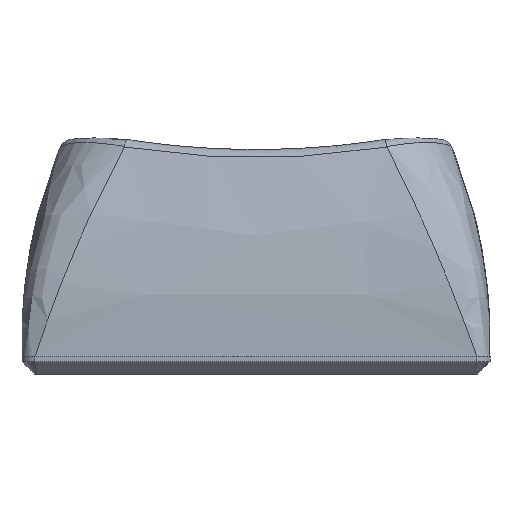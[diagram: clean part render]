
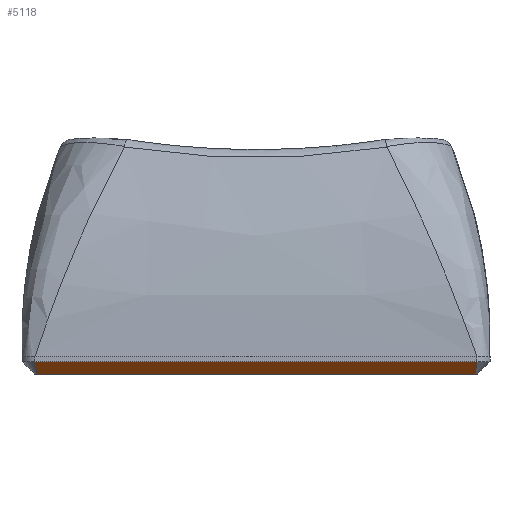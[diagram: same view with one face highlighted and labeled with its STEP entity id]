
A CAD part, front view. The second image highlights one B-rep face of the part: STEP entity #5118.
In plain terms, the highlighted planar face has unit normal (0, -0.707, -0.707).
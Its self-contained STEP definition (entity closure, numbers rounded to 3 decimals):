
#720 = PLANE('',#721);
#721 = AXIS2_PLACEMENT_3D('',#722,#723,#724);
#722 = CARTESIAN_POINT('',(-8.5,-9.,0.672));
#723 = DIRECTION('',(0.,-1.,0.));
#724 = DIRECTION('',(1.,0.,0.));
#1973 = VERTEX_POINT('',#1974);
#1974 = CARTESIAN_POINT('',(-8.5,-9.,0.48));
#2000 = EDGE_CURVE('',#1973,#2001,#2003,.T.);
#2001 = VERTEX_POINT('',#2002);
#2002 = CARTESIAN_POINT('',(8.5,-9.,0.48));
#2003 = SURFACE_CURVE('',#2004,(#2008,#2015),.PCURVE_S1.);
#2004 = LINE('',#2005,#2006);
#2005 = CARTESIAN_POINT('',(-8.5,-9.,0.48));
#2006 = VECTOR('',#2007,1.);
#2007 = DIRECTION('',(1.,0.,0.));
#2008 = PCURVE('',#720,#2009);
#2009 = DEFINITIONAL_REPRESENTATION('',(#2010),#2014);
#2010 = LINE('',#2011,#2012);
#2011 = CARTESIAN_POINT('',(0.,-0.192));
#2012 = VECTOR('',#2013,1.);
#2013 = DIRECTION('',(1.,0.));
#2014 = ( GEOMETRIC_REPRESENTATION_CONTEXT(2) 
PARAMETRIC_REPRESENTATION_CONTEXT() REPRESENTATION_CONTEXT('2D SPACE',''
  ) );
#2015 = PCURVE('',#2016,#2021);
#2016 = PLANE('',#2017);
#2017 = AXIS2_PLACEMENT_3D('',#2018,#2019,#2020);
#2018 = CARTESIAN_POINT('',(-8.5,-8.76,0.24));
#2019 = DIRECTION('',(0.,0.707,0.707)
  );
#2020 = DIRECTION('',(1.,0.,0.));
#2021 = DEFINITIONAL_REPRESENTATION('',(#2022),#2026);
#2022 = LINE('',#2023,#2024);
#2023 = CARTESIAN_POINT('',(0.,-0.339));
#2024 = VECTOR('',#2025,1.);
#2025 = DIRECTION('',(1.,0.));
#2026 = ( GEOMETRIC_REPRESENTATION_CONTEXT(2) 
PARAMETRIC_REPRESENTATION_CONTEXT() REPRESENTATION_CONTEXT('2D SPACE',''
  ) );
#3188 = CONICAL_SURFACE('',#3189,0.7,0.785);
#3189 = AXIS2_PLACEMENT_3D('',#3190,#3191,#3192);
#3190 = CARTESIAN_POINT('',(8.323,-8.323,0.48));
#3191 = DIRECTION('',(-0.,-0.,1.));
#3192 = DIRECTION('',(0.967,-0.253,0.));
#5118 = ADVANCED_FACE('',(#5119),#2016,.F.);
#5119 = FACE_BOUND('',#5120,.F.);
#5120 = EDGE_LOOP('',(#5121,#5156,#5157,#5187));
#5121 = ORIENTED_EDGE('',*,*,#5122,.F.);
#5122 = EDGE_CURVE('',#1973,#5123,#5125,.T.);
#5123 = VERTEX_POINT('',#5124);
#5124 = CARTESIAN_POINT('',(-8.42,-8.52,0.));
#5125 = SURFACE_CURVE('',#5126,(#5131,#5138),.PCURVE_S1.);
#5126 = PARABOLA('',#5127,0.008);
#5127 = AXIS2_PLACEMENT_3D('',#5128,#5129,#5130);
#5128 = CARTESIAN_POINT('',(-8.323,-8.311,
    -0.209));
#5129 = DIRECTION('',(0.,0.707,0.707)
  );
#5130 = DIRECTION('',(0.,-0.707,0.707)
  );
#5131 = PCURVE('',#2016,#5132);
#5132 = DEFINITIONAL_REPRESENTATION('',(#5133),#5137);
#5133 = B_SPLINE_CURVE_WITH_KNOTS('',2,(#5134,#5135,#5136),
  .UNSPECIFIED.,.F.,.F.,(3,3),(-0.177,-0.098),
  .PIECEWISE_BEZIER_KNOTS.);
#5134 = CARTESIAN_POINT('',(0.,-0.339));
#5135 = CARTESIAN_POINT('',(0.04,0.098));
#5136 = CARTESIAN_POINT('',(0.08,0.339));
#5137 = ( GEOMETRIC_REPRESENTATION_CONTEXT(2) 
PARAMETRIC_REPRESENTATION_CONTEXT() REPRESENTATION_CONTEXT('2D SPACE',''
  ) );
#5138 = PCURVE('',#5139,#5144);
#5139 = CONICAL_SURFACE('',#5140,0.7,0.785);
#5140 = AXIS2_PLACEMENT_3D('',#5141,#5142,#5143);
#5141 = CARTESIAN_POINT('',(-8.323,-8.323,0.48));
#5142 = DIRECTION('',(-0.,-0.,1.));
#5143 = DIRECTION('',(-0.253,-0.967,-0.));
#5144 = DEFINITIONAL_REPRESENTATION('',(#5145),#5155);
#5145 = B_SPLINE_CURVE_WITH_KNOTS('',8,(#5146,#5147,#5148,#5149,#5150,
    #5151,#5152,#5153,#5154),.UNSPECIFIED.,.F.,.F.,(9,9),(
    -0.177,-0.098),.PIECEWISE_BEZIER_KNOTS.);
#5146 = CARTESIAN_POINT('',(0.,0.));
#5147 = CARTESIAN_POINT('',(-0.014,-0.077));
#5148 = CARTESIAN_POINT('',(-0.03,-0.15));
#5149 = CARTESIAN_POINT('',(-0.048,-0.217));
#5150 = CARTESIAN_POINT('',(-0.069,-0.28));
#5151 = CARTESIAN_POINT('',(-0.094,-0.337));
#5152 = CARTESIAN_POINT('',(-0.123,-0.39));
#5153 = CARTESIAN_POINT('',(-0.158,-0.437));
#5154 = CARTESIAN_POINT('',(-0.203,-0.48));
#5155 = ( GEOMETRIC_REPRESENTATION_CONTEXT(2) 
PARAMETRIC_REPRESENTATION_CONTEXT() REPRESENTATION_CONTEXT('2D SPACE',''
  ) );
#5156 = ORIENTED_EDGE('',*,*,#2000,.T.);
#5157 = ORIENTED_EDGE('',*,*,#5158,.T.);
#5158 = EDGE_CURVE('',#2001,#5159,#5161,.T.);
#5159 = VERTEX_POINT('',#5160);
#5160 = CARTESIAN_POINT('',(8.42,-8.52,0.));
#5161 = SURFACE_CURVE('',#5162,(#5167,#5174),.PCURVE_S1.);
#5162 = PARABOLA('',#5163,0.008);
#5163 = AXIS2_PLACEMENT_3D('',#5164,#5165,#5166);
#5164 = CARTESIAN_POINT('',(8.323,-8.311,
    -0.209));
#5165 = DIRECTION('',(0.,-0.707,-0.707
    ));
#5166 = DIRECTION('',(0.,-0.707,0.707)
  );
#5167 = PCURVE('',#2016,#5168);
#5168 = DEFINITIONAL_REPRESENTATION('',(#5169),#5173);
#5169 = B_SPLINE_CURVE_WITH_KNOTS('',2,(#5170,#5171,#5172),
  .UNSPECIFIED.,.F.,.F.,(3,3),(-0.177,-0.098),
  .PIECEWISE_BEZIER_KNOTS.);
#5170 = CARTESIAN_POINT('',(17.,-0.339));
#5171 = CARTESIAN_POINT('',(16.96,0.098));
#5172 = CARTESIAN_POINT('',(16.92,0.339));
#5173 = ( GEOMETRIC_REPRESENTATION_CONTEXT(2) 
PARAMETRIC_REPRESENTATION_CONTEXT() REPRESENTATION_CONTEXT('2D SPACE',''
  ) );
#5174 = PCURVE('',#3188,#5175);
#5175 = DEFINITIONAL_REPRESENTATION('',(#5176),#5186);
#5176 = B_SPLINE_CURVE_WITH_KNOTS('',8,(#5177,#5178,#5179,#5180,#5181,
    #5182,#5183,#5184,#5185),.UNSPECIFIED.,.F.,.F.,(9,9),(
    -0.177,-0.098),.PIECEWISE_BEZIER_KNOTS.);
#5177 = CARTESIAN_POINT('',(-1.059,0.));
#5178 = CARTESIAN_POINT('',(-1.045,-0.077));
#5179 = CARTESIAN_POINT('',(-1.029,-0.15));
#5180 = CARTESIAN_POINT('',(-1.01,-0.217));
#5181 = CARTESIAN_POINT('',(-0.99,-0.28));
#5182 = CARTESIAN_POINT('',(-0.965,-0.337));
#5183 = CARTESIAN_POINT('',(-0.936,-0.39));
#5184 = CARTESIAN_POINT('',(-0.901,-0.437));
#5185 = CARTESIAN_POINT('',(-0.856,-0.48));
#5186 = ( GEOMETRIC_REPRESENTATION_CONTEXT(2) 
PARAMETRIC_REPRESENTATION_CONTEXT() REPRESENTATION_CONTEXT('2D SPACE',''
  ) );
#5187 = ORIENTED_EDGE('',*,*,#5188,.F.);
#5188 = EDGE_CURVE('',#5123,#5159,#5189,.T.);
#5189 = SURFACE_CURVE('',#5190,(#5194,#5201),.PCURVE_S1.);
#5190 = LINE('',#5191,#5192);
#5191 = CARTESIAN_POINT('',(-8.5,-8.52,0.));
#5192 = VECTOR('',#5193,1.);
#5193 = DIRECTION('',(1.,0.,0.));
#5194 = PCURVE('',#2016,#5195);
#5195 = DEFINITIONAL_REPRESENTATION('',(#5196),#5200);
#5196 = LINE('',#5197,#5198);
#5197 = CARTESIAN_POINT('',(0.,0.339));
#5198 = VECTOR('',#5199,1.);
#5199 = DIRECTION('',(1.,0.));
#5200 = ( GEOMETRIC_REPRESENTATION_CONTEXT(2) 
PARAMETRIC_REPRESENTATION_CONTEXT() REPRESENTATION_CONTEXT('2D SPACE',''
  ) );
#5201 = PCURVE('',#5202,#5207);
#5202 = PLANE('',#5203);
#5203 = AXIS2_PLACEMENT_3D('',#5204,#5205,#5206);
#5204 = CARTESIAN_POINT('',(8.5,9.,0.));
#5205 = DIRECTION('',(0.,0.,-1.));
#5206 = DIRECTION('',(-1.,0.,0.));
#5207 = DEFINITIONAL_REPRESENTATION('',(#5208),#5212);
#5208 = LINE('',#5209,#5210);
#5209 = CARTESIAN_POINT('',(17.,-17.52));
#5210 = VECTOR('',#5211,1.);
#5211 = DIRECTION('',(-1.,0.));
#5212 = ( GEOMETRIC_REPRESENTATION_CONTEXT(2) 
PARAMETRIC_REPRESENTATION_CONTEXT() REPRESENTATION_CONTEXT('2D SPACE',''
  ) );
